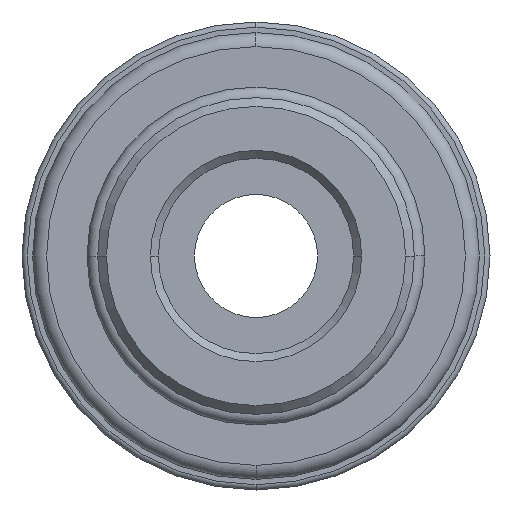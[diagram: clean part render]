
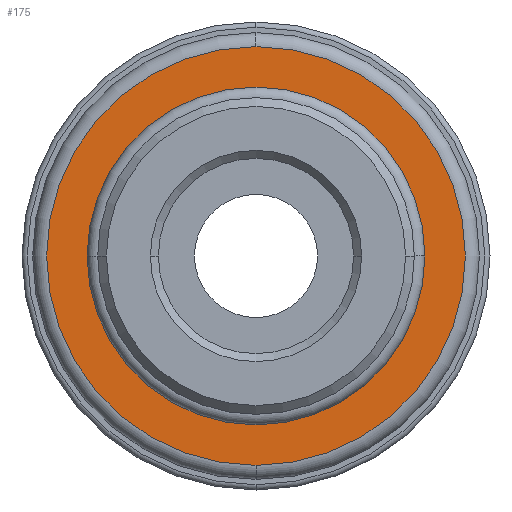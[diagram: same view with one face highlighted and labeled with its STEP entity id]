
A CAD part, front view. The second image highlights one B-rep face of the part: STEP entity #175.
In plain terms, the highlighted planar face has unit normal (0, -1, 0).
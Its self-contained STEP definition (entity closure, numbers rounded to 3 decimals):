
#175=ADVANCED_FACE('',(#408,#409),#410,.T.);
#408=FACE_BOUND('',#703,.T.);
#409=FACE_OUTER_BOUND('',#704,.T.);
#410=PLANE('',#705);
#703=EDGE_LOOP('',(#1154,#1155,#1156));
#704=EDGE_LOOP('',(#1157,#1158,#1159));
#705=AXIS2_PLACEMENT_3D('',#1160,#1161,#1162);
#1154=ORIENTED_EDGE('',*,*,#1686,.T.);
#1155=ORIENTED_EDGE('',*,*,#1811,.T.);
#1156=ORIENTED_EDGE('',*,*,#1687,.T.);
#1157=ORIENTED_EDGE('',*,*,#1812,.F.);
#1158=ORIENTED_EDGE('',*,*,#1813,.F.);
#1159=ORIENTED_EDGE('',*,*,#1735,.F.);
#1160=CARTESIAN_POINT('',(10.45,3.0,0.0));
#1161=DIRECTION('',(-0.0,-1.0,-0.0));
#1162=DIRECTION('',(-1.0,0.0,0.0));
#1686=EDGE_CURVE('',#1995,#1993,#1996,.T.);
#1687=EDGE_CURVE('',#1997,#1995,#1998,.T.);
#1735=EDGE_CURVE('',#2075,#2071,#2077,.T.);
#1811=EDGE_CURVE('',#1993,#1997,#2194,.T.);
#1812=EDGE_CURVE('',#2195,#2075,#2196,.T.);
#1813=EDGE_CURVE('',#2071,#2195,#2197,.T.);
#1993=VERTEX_POINT('',#2420);
#1995=VERTEX_POINT('',#2422);
#1996=CIRCLE('',#2423,9.52);
#1997=VERTEX_POINT('',#2424);
#1998=CIRCLE('',#2425,9.52);
#2071=VERTEX_POINT('',#2561);
#2075=VERTEX_POINT('',#2565);
#2077=CIRCLE('',#2567,11.9);
#2194=CIRCLE('',#2742,9.52);
#2195=VERTEX_POINT('',#2743);
#2196=CIRCLE('',#2744,11.9);
#2197=CIRCLE('',#2745,11.9);
#2420=CARTESIAN_POINT('',(9.52,3.0,0.));
#2422=CARTESIAN_POINT('',(0.,3.0,9.52));
#2423=AXIS2_PLACEMENT_3D('',#3033,#3034,#3035);
#2424=CARTESIAN_POINT('',(-9.52,3.0,0.));
#2425=AXIS2_PLACEMENT_3D('',#3036,#3037,#3038);
#2561=CARTESIAN_POINT('',(0.,3.0,11.9));
#2565=CARTESIAN_POINT('',(0.,3.0,-11.9));
#2567=AXIS2_PLACEMENT_3D('',#3119,#3120,#3121);
#2742=AXIS2_PLACEMENT_3D('',#3253,#3254,#3255);
#2743=CARTESIAN_POINT('',(11.9,3.0,0.0));
#2744=AXIS2_PLACEMENT_3D('',#3256,#3257,#3258);
#2745=AXIS2_PLACEMENT_3D('',#3259,#3260,#3261);
#3033=CARTESIAN_POINT('',(0.0,3.0,0.0));
#3034=DIRECTION('',(0.0,1.0,0.0));
#3035=DIRECTION('',(0.0,0.0,-1.0));
#3036=CARTESIAN_POINT('',(0.0,3.0,0.0));
#3037=DIRECTION('',(0.0,1.0,0.0));
#3038=DIRECTION('',(0.0,0.0,-1.0));
#3119=CARTESIAN_POINT('',(0.0,3.0,0.0));
#3120=DIRECTION('',(-0.0,1.0,0.0));
#3121=DIRECTION('',(1.0,0.0,0.0));
#3253=CARTESIAN_POINT('',(0.0,3.0,0.0));
#3254=DIRECTION('',(0.0,1.0,0.0));
#3255=DIRECTION('',(0.0,0.0,-1.0));
#3256=CARTESIAN_POINT('',(0.0,3.0,0.0));
#3257=DIRECTION('',(-0.0,1.0,0.0));
#3258=DIRECTION('',(1.0,0.0,0.0));
#3259=CARTESIAN_POINT('',(0.0,3.0,0.0));
#3260=DIRECTION('',(-0.0,1.0,0.0));
#3261=DIRECTION('',(1.0,0.0,0.0));
